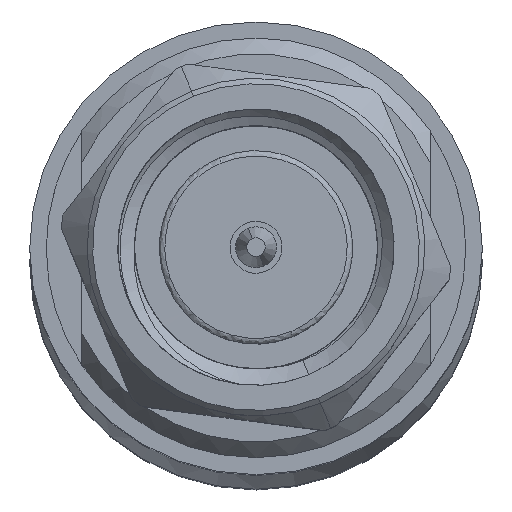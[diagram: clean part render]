
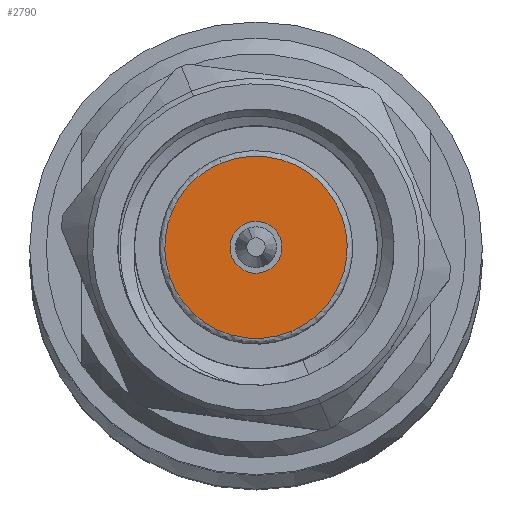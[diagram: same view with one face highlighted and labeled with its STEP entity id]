
A CAD part, top view. The second image highlights one B-rep face of the part: STEP entity #2790.
In plain terms, the highlighted face is planar.
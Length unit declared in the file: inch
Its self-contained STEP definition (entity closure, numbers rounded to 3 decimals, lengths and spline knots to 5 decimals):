
#385 = CARTESIAN_POINT ( 'NONE',  ( 2.00901, 0.13925, -0.12099 ) ) ;
#483 = CARTESIAN_POINT ( 'NONE',  ( 2.00901, -0.02172, -0.00897 ) ) ;
#646 = EDGE_CURVE ( 'NONE', #3593, #4698, #4485, .T. ) ;
#1138 = DIRECTION ( 'NONE',  ( 1., 0., 0. ) ) ;
#1263 = CIRCLE ( 'NONE', #2958, 0.0235 ) ;
#1460 = EDGE_LOOP ( 'NONE', ( #4677, #1608 ) ) ;
#1585 = DIRECTION ( 'NONE',  ( 0., -0.924, -0.382 ) ) ;
#1589 = CARTESIAN_POINT ( 'NONE',  ( 2.00901, 0., 0. ) ) ;
#1608 = ORIENTED_EDGE ( 'NONE', *, *, #646, .F. ) ;
#1635 = EDGE_CURVE ( 'NONE', #4698, #3593, #2971, .T. ) ;
#1666 = DIRECTION ( 'NONE',  ( 0., -0.924, -0.382 ) ) ;
#1973 = CARTESIAN_POINT ( 'NONE',  ( 2.00901, -0.07625, -0.0315 ) ) ;
#2180 = DIRECTION ( 'NONE',  ( -1., 0., 0. ) ) ;
#2184 = CARTESIAN_POINT ( 'NONE',  ( 2.00901, -0.07625, -0.0315 ) ) ;
#2671 = VERTEX_POINT ( 'NONE', #483 ) ;
#2790 = ADVANCED_FACE ( 'NONE', ( #3551, #3400 ), #3370, .F. ) ;
#2839 = AXIS2_PLACEMENT_3D ( 'NONE', #1589, #2180, #4910 ) ;
#2958 = AXIS2_PLACEMENT_3D ( 'NONE', #3943, #3476, #1666 ) ;
#2971 =( BOUNDED_CURVE ( )  B_SPLINE_CURVE ( 3, ( #2184, #4914, #3094, #3014 ),
 .UNSPECIFIED., .F., .T. ) 
 B_SPLINE_CURVE_WITH_KNOTS ( ( 4, 4 ),
 ( 0., 1. ),
 .UNSPECIFIED. ) 
 CURVE ( )  GEOMETRIC_REPRESENTATION_ITEM ( )  RATIONAL_B_SPLINE_CURVE ( ( 1., 0.333, 0.333, 1. ) ) 
 REPRESENTATION_ITEM ( '' )  );
#2988 = CARTESIAN_POINT ( 'NONE',  ( 2.00901, 0., 0. ) ) ;
#3014 = CARTESIAN_POINT ( 'NONE',  ( 2.00901, 0.07625, 0.0315 ) ) ;
#3094 = CARTESIAN_POINT ( 'NONE',  ( 2.00901, 0.01324, 0.184 ) ) ;
#3177 = EDGE_LOOP ( 'NONE', ( #5032, #5266 ) ) ;
#3285 = EDGE_CURVE ( 'NONE', #2671, #3783, #4427, .T. ) ;
#3370 = PLANE ( 'NONE',  #2839 ) ;
#3400 = FACE_OUTER_BOUND ( 'NONE', #1460, .T. ) ;
#3476 = DIRECTION ( 'NONE',  ( 1., 0., 0. ) ) ;
#3551 = FACE_BOUND ( 'NONE', #3177, .T. ) ;
#3593 = VERTEX_POINT ( 'NONE', #5398 ) ;
#3636 = AXIS2_PLACEMENT_3D ( 'NONE', #2988, #1138, #1585 ) ;
#3676 = CARTESIAN_POINT ( 'NONE',  ( 2.00901, -0.07625, -0.0315 ) ) ;
#3783 = VERTEX_POINT ( 'NONE', #5681 ) ;
#3943 = CARTESIAN_POINT ( 'NONE',  ( 2.00901, 0., 0. ) ) ;
#4028 = CARTESIAN_POINT ( 'NONE',  ( 2.00901, -0.01324, -0.184 ) ) ;
#4245 = EDGE_CURVE ( 'NONE', #3783, #2671, #1263, .T. ) ;
#4427 = CIRCLE ( 'NONE', #3636, 0.0235 ) ;
#4485 =( BOUNDED_CURVE ( )  B_SPLINE_CURVE ( 3, ( #5395, #385, #4028, #3676 ),
 .UNSPECIFIED., .F., .T. ) 
 B_SPLINE_CURVE_WITH_KNOTS ( ( 4, 4 ),
 ( 0., 1. ),
 .UNSPECIFIED. ) 
 CURVE ( )  GEOMETRIC_REPRESENTATION_ITEM ( )  RATIONAL_B_SPLINE_CURVE ( ( 1., 0.333, 0.333, 1. ) ) 
 REPRESENTATION_ITEM ( '' )  );
#4677 = ORIENTED_EDGE ( 'NONE', *, *, #1635, .F. ) ;
#4698 = VERTEX_POINT ( 'NONE', #1973 ) ;
#4910 = DIRECTION ( 'NONE',  ( 0., -0.924, -0.382 ) ) ;
#4914 = CARTESIAN_POINT ( 'NONE',  ( 2.00901, -0.13925, 0.12099 ) ) ;
#5032 = ORIENTED_EDGE ( 'NONE', *, *, #3285, .F. ) ;
#5266 = ORIENTED_EDGE ( 'NONE', *, *, #4245, .F. ) ;
#5395 = CARTESIAN_POINT ( 'NONE',  ( 2.00901, 0.07625, 0.0315 ) ) ;
#5398 = CARTESIAN_POINT ( 'NONE',  ( 2.00901, 0.07625, 0.0315 ) ) ;
#5681 = CARTESIAN_POINT ( 'NONE',  ( 2.00901, 0.02172, 0.00897 ) ) ;
